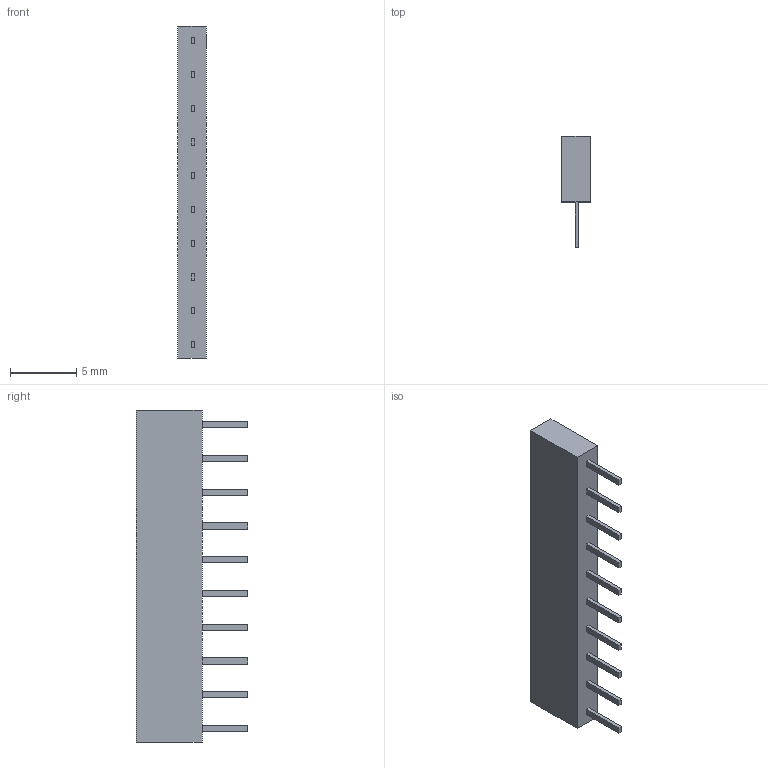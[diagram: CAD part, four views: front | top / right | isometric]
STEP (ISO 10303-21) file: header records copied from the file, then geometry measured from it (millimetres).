
FILE_DESCRIPTION (( 'STEP AP214' ), '1' );
FILE_NAME ('Red de resistencias R2R - 10pin.STEP', '2021-05-17T10:57:47', ( '' ), ( '' ), 'SwSTEP 2.0', 'SolidWorks 2020', '' );
FILE_SCHEMA (( 'AUTOMOTIVE_DESIGN' ));
Length unit declared in the file: millimetre
Products named in the file (1): Red de resistencias R2R - 10pin
Bounding box: 2.16 x 8.38 x 24.99 mm (x, y, z)
Volume: 271.3 mm3; surface area: 427.6 mm2
Topology: 1 solids, 1 shells, 59 faces, 138 edges, 92 vertices
Faces by surface type: plane 57, cylinder 2
Entity records: 2339 total; most frequent: CARTESIAN_POINT 290, ORIENTED_EDGE 276, DIRECTION 262, EDGE_CURVE 138, LINE 134, VECTOR 134, VERTEX_POINT 92, EDGE_LOOP 70
